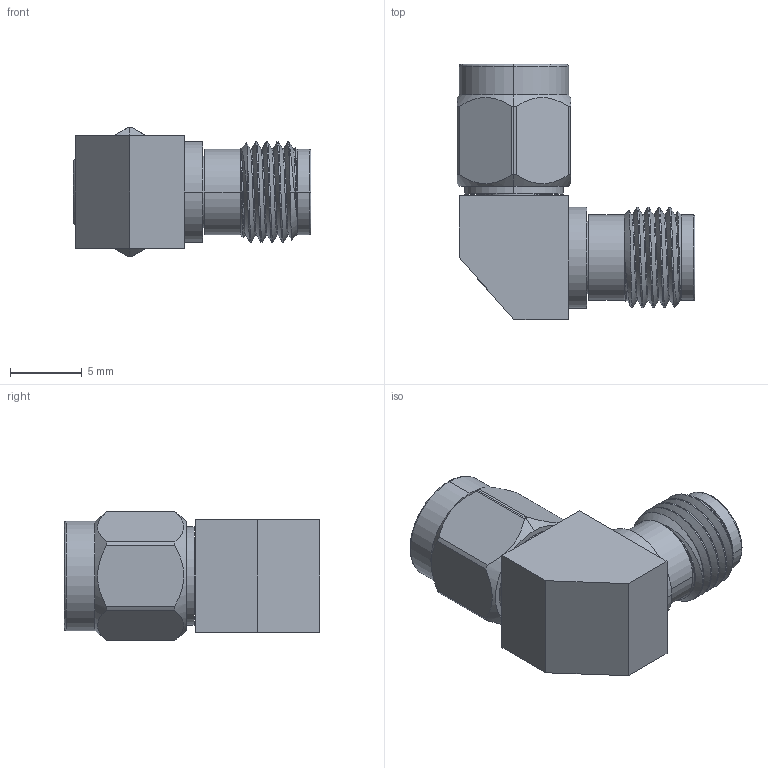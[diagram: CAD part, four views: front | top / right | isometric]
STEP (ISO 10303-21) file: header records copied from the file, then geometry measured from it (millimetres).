
FILE_DESCRIPTION (( 'STEP AP214' ), '1' );
FILE_NAME ('PE91138.STEP', '2018-02-21T23:33:27', ( '' ), ( '' ), 'SwSTEP 2.0', 'SolidWorks 2017', '' );
FILE_SCHEMA (( 'AUTOMOTIVE_DESIGN' ));
Length unit declared in the file: inch
Products named in the file (1): PE91138
Bounding box: 16.62 x 17.82 x 8.99 mm (x, y, z)
Volume: 1014 mm3; surface area: 1150.5 mm2
Topology: 2 solids, 2 shells, 148 faces, 360 edges, 236 vertices
Faces by surface type: cylinder 68, plane 51, cone 19, bspline 6, torus 4
Entity records: 6987 total; most frequent: CARTESIAN_POINT 3165, ORIENTED_EDGE 720, DIRECTION 710, EDGE_CURVE 360, AXIS2_PLACEMENT_3D 288, VERTEX_POINT 236, EDGE_LOOP 170, FACE_OUTER_BOUND 148
